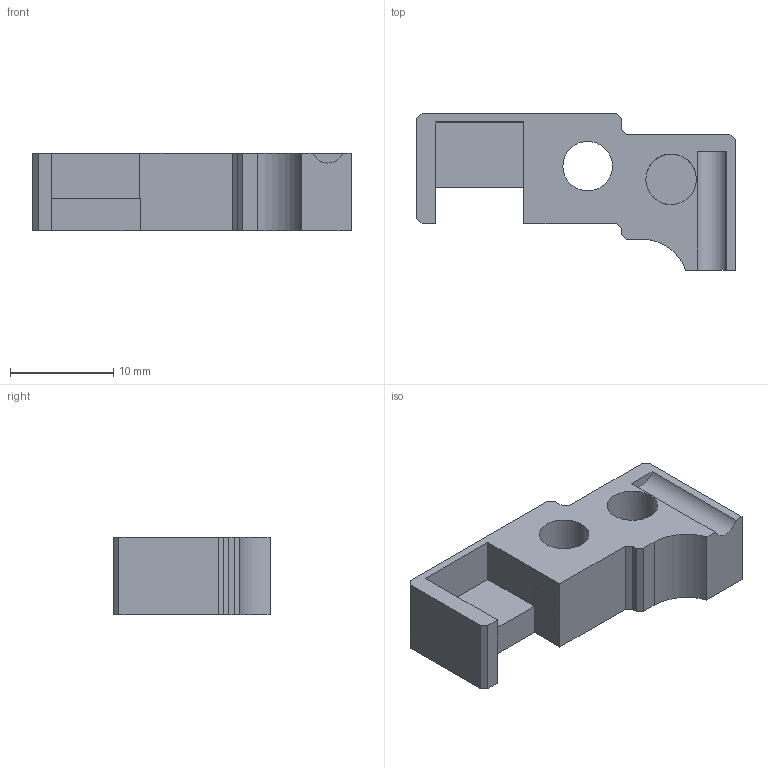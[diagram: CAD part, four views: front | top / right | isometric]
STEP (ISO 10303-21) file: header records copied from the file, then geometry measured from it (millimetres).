
FILE_DESCRIPTION(/* description */ (''),/* implementation_level */ '2;1');
FILE_NAME(/* name */ 'COVERCHECK_BOTTOM.step',/* time_stamp */ '2019-08-13T13:04:48+02:00',/* author */ (''),/* organization */ (''),/* preprocessor_version */ 'ST-DEVELOPER v18',/* originating_system */ 'Autodesk Translation Framework v8.2.0.1029',/* authorisation */ '');
FILE_SCHEMA (('AUTOMOTIVE_DESIGN { 1 0 10303 214 3 1 1 }'));
Length unit declared in the file: millimetre
Products named in the file (1): BUTTON_HOLDER_BOTTOM
Bounding box: 30.83 x 15.15 x 7.5 mm (x, y, z)
Volume: 1821.7 mm3; surface area: 1566.5 mm2
Topology: 1 solids, 1 shells, 72 faces, 196 edges, 131 vertices
Faces by surface type: plane 48, bspline 19, cylinder 5
Full cylindrical faces by diameter (mm): 4.8 x1, 4.9 x1, 6 x1
Entity records: 2466 total; most frequent: CARTESIAN_POINT 723, ORIENTED_EDGE 392, DIRECTION 277, EDGE_CURVE 196, LINE 147, VECTOR 147, VERTEX_POINT 131, EDGE_LOOP 79
